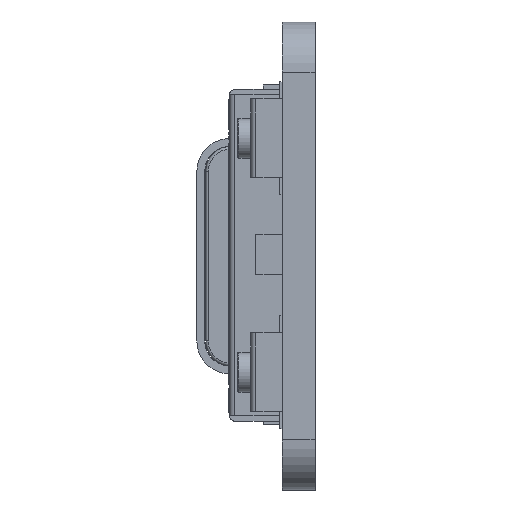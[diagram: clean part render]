
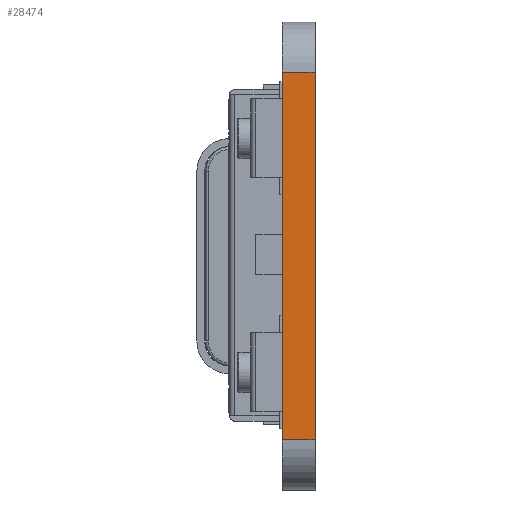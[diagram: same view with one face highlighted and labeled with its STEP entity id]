
A CAD part, left-side view. The second image highlights one B-rep face of the part: STEP entity #28474.
In plain terms, the highlighted planar face has unit normal (-1, 0, 0).
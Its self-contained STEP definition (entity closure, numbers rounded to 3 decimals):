
#2299=FACE_OUTER_BOUND('',#3913,.T.);
#3913=EDGE_LOOP('',(#21106,#21107,#21108,#21109));
#5826=LINE('',#41262,#9044);
#5880=LINE('',#41419,#9098);
#6150=LINE('',#42142,#9368);
#6151=LINE('',#42144,#9369);
#9044=VECTOR('',#34013,10.);
#9098=VECTOR('',#34119,10.);
#9368=VECTOR('',#34795,10.);
#9369=VECTOR('',#34798,10.);
#12148=VERTEX_POINT('',#41259);
#12149=VERTEX_POINT('',#41261);
#12225=VERTEX_POINT('',#41416);
#12226=VERTEX_POINT('',#41418);
#15243=EDGE_CURVE('',#12148,#12149,#5826,.T.);
#15322=EDGE_CURVE('',#12226,#12225,#5880,.T.);
#15687=EDGE_CURVE('',#12226,#12148,#6150,.T.);
#15688=EDGE_CURVE('',#12225,#12149,#6151,.T.);
#21106=ORIENTED_EDGE('',*,*,#15688,.T.);
#21107=ORIENTED_EDGE('',*,*,#15243,.F.);
#21108=ORIENTED_EDGE('',*,*,#15687,.F.);
#21109=ORIENTED_EDGE('',*,*,#15322,.T.);
#26924=PLANE('',#30795);
#28474=ADVANCED_FACE('',(#2299),#26924,.T.);
#30795=AXIS2_PLACEMENT_3D('',#42143,#34796,#34797);
#34013=DIRECTION('',(0.,0.,1.));
#34119=DIRECTION('',(0.,0.,1.));
#34795=DIRECTION('',(0.,1.,0.));
#34796=DIRECTION('center_axis',(-1.,0.,0.));
#34797=DIRECTION('ref_axis',(0.,0.,1.));
#34798=DIRECTION('',(0.,1.,0.));
#41259=CARTESIAN_POINT('',(-8.673,1.,-13.096));
#41261=CARTESIAN_POINT('',(-8.673,1.,0.874));
#41262=CARTESIAN_POINT('',(-8.673,1.,-13.096));
#41416=CARTESIAN_POINT('',(-8.673,-0.25,0.874));
#41418=CARTESIAN_POINT('',(-8.673,-0.25,-13.096));
#41419=CARTESIAN_POINT('',(-8.673,-0.25,-13.096));
#42142=CARTESIAN_POINT('',(-8.673,0.,-13.096));
#42143=CARTESIAN_POINT('Origin',(-8.673,0.,
-13.096));
#42144=CARTESIAN_POINT('',(-8.673,0.,0.874));
